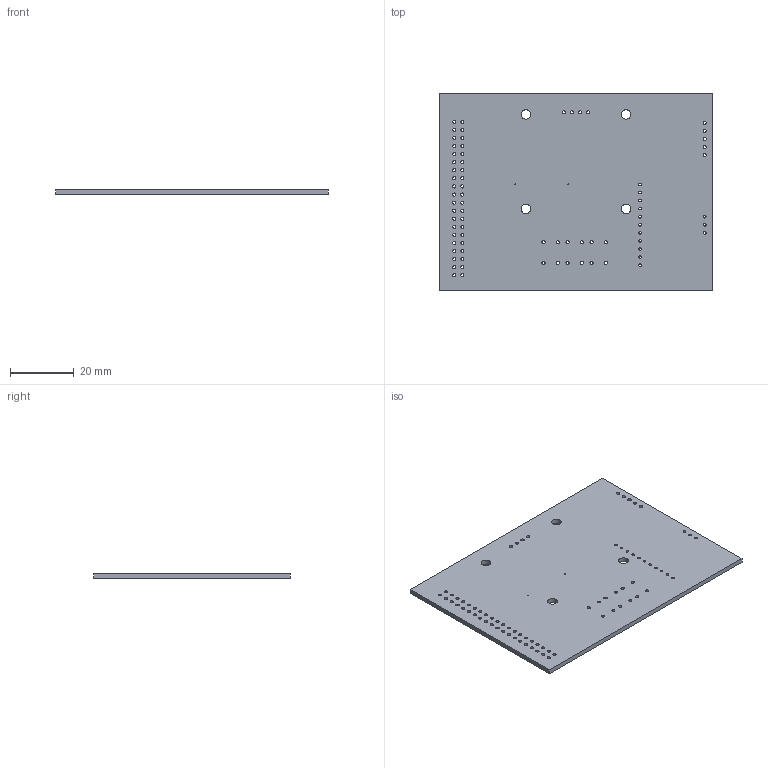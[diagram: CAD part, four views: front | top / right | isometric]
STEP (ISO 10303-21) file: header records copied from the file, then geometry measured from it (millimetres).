
FILE_DESCRIPTION(('KiCad electronic assembly'),'2;1');
FILE_NAME('BetterNatpcb.step','2025-06-18T14:29:44',('Pcbnew'),('Kicad') ,'Open CASCADE STEP processor 7.8','KiCad to STEP converter','Unknown' );
FILE_SCHEMA(('AUTOMOTIVE_DESIGN { 1 0 10303 214 1 1 1 1 }'));
Length unit declared in the file: millimetre
Products named in the file (2): BetterNatpcb 1; BetterNat_PCB
Assembly tree (1 placements, depth 2):
  BetterNatpcb 1
    BetterNat_PCB
Bounding box: 85.72 x 61.91 x 1.51 mm (x, y, z)
Volume: 7888.1 mm3; surface area: 11296.6 mm2
Topology: 1 solids, 1 shells, 87 faces, 255 edges, 170 vertices
Faces by surface type: cylinder 81, plane 6
Full cylindrical faces by diameter (mm): 0.3 x2, 0.813 x14, 0.99 x12, 1 x44, 1.016 x5, 3 x4
Entity records: 3352 total; most frequent: DIRECTION 595, CARTESIAN_POINT 514, ORIENTED_EDGE 510, EDGE_CURVE 255, AXIS2_PLACEMENT_3D 251, FACE_BOUND 249, EDGE_LOOP 249, VERTEX_POINT 170
